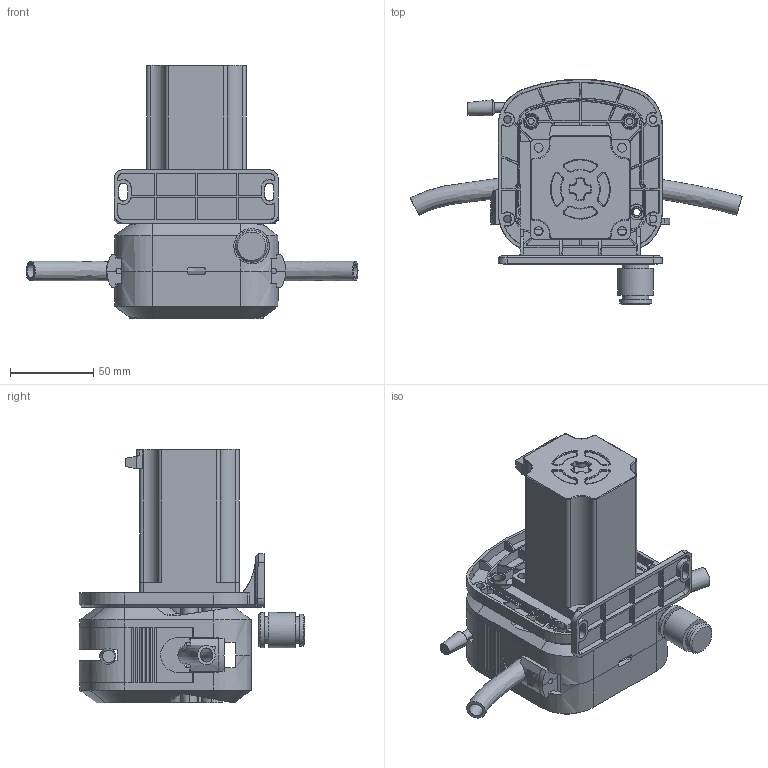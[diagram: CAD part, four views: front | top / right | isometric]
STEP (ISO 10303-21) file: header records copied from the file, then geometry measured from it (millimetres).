
FILE_DESCRIPTION(('FreeCAD Model'),'2;1');
FILE_NAME('Open CASCADE Shape Model','2025-05-03T03:47:06',('FreeCAD'),( 'FreeCAD'),'Open CASCADE STEP processor 7.6','FreeCAD','Unknown');
FILE_SCHEMA(('AUTOMOTIVE_DESIGN { 1 0 10303 214 1 1 1 1 }'));
Products named in the file (1): Open CASCADE STEP translator 7.6 1
Bounding box: 199.29 x 135.5 x 152.31 mm (x, y, z)
Volume: 557450.9 mm3; surface area: 201119.9 mm2
Topology: 4 solids, 5 shells, 2761 faces, 7444 edges, 4823 vertices
Faces by surface type: bspline 2761
Entity records: 103802 total; most frequent: CARTESIAN_POINT 60399, ORIENTED_EDGE 14888, EDGE_CURVE 7444, B_SPLINE_CURVE_WITH_KNOTS 5655, VERTEX_POINT 4823, FACE_BOUND 2981, EDGE_LOOP 2981, ADVANCED_FACE 2761
